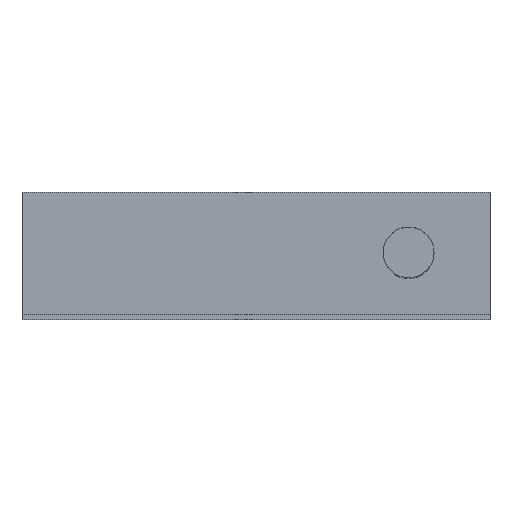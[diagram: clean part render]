
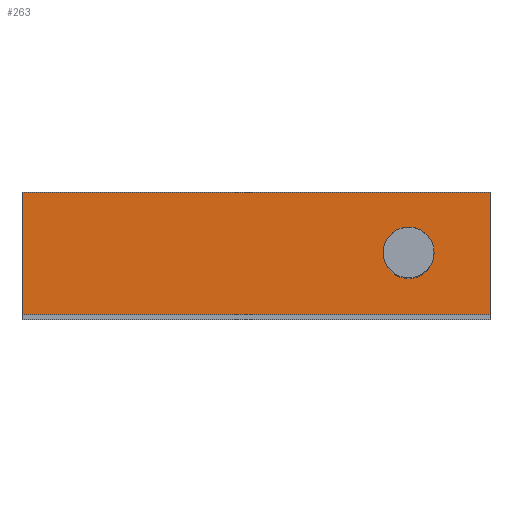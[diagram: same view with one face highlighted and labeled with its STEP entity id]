
A CAD part, top view. The second image highlights one B-rep face of the part: STEP entity #263.
In plain terms, the highlighted planar face has unit normal (0, 0, 1).
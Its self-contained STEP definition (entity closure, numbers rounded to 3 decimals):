
#5 = ORIENTED_EDGE ( 'NONE', *, *, #808, .T. ) ;
#21 = DIRECTION ( 'NONE',  ( -1., 0., 0. ) ) ;
#26 = FACE_OUTER_BOUND ( 'NONE', #210, .T. ) ;
#33 = VECTOR ( 'NONE', #997, 1000. ) ;
#71 = LINE ( 'NONE', #860, #33 ) ;
#74 = DIRECTION ( 'NONE',  ( 1., 0., 0. ) ) ;
#86 = CIRCLE ( 'NONE', #902, 6.25 ) ;
#105 = ORIENTED_EDGE ( 'NONE', *, *, #825, .F. ) ;
#150 = ORIENTED_EDGE ( 'NONE', *, *, #839, .F. ) ;
#210 = EDGE_LOOP ( 'NONE', ( #439, #105, #150, #932 ) ) ;
#225 = ORIENTED_EDGE ( 'NONE', *, *, #981, .T. ) ;
#227 = CARTESIAN_POINT ( 'NONE',  ( 57.5, 15., 22.5 ) ) ;
#235 = VERTEX_POINT ( 'NONE', #455 ) ;
#263 = ADVANCED_FACE ( 'NONE', ( #748, #26 ), #418, .F. ) ;
#344 = EDGE_LOOP ( 'NONE', ( #5, #225 ) ) ;
#392 = CARTESIAN_POINT ( 'NONE',  ( -57.5, -15., 22.5 ) ) ;
#418 = PLANE ( 'NONE',  #628 ) ;
#426 = DIRECTION ( 'NONE',  ( 1., 0., 0. ) ) ;
#439 = ORIENTED_EDGE ( 'NONE', *, *, #873, .T. ) ;
#448 = CARTESIAN_POINT ( 'NONE',  ( -57.5, 15., 22.5 ) ) ;
#450 = CIRCLE ( 'NONE', #880, 6.25 ) ;
#455 = CARTESIAN_POINT ( 'NONE',  ( 57.5, -15., 22.5 ) ) ;
#461 = DIRECTION ( 'NONE',  ( 0., -1., 0. ) ) ;
#485 = CARTESIAN_POINT ( 'NONE',  ( 37.505, 0., 22.5 ) ) ;
#519 = LINE ( 'NONE', #597, #539 ) ;
#522 = LINE ( 'NONE', #448, #768 ) ;
#539 = VECTOR ( 'NONE', #461, 1000. ) ;
#595 = VERTEX_POINT ( 'NONE', #709 ) ;
#597 = CARTESIAN_POINT ( 'NONE',  ( 57.5, 15., 22.5 ) ) ;
#608 = DIRECTION ( 'NONE',  ( 0., 0., -1. ) ) ;
#628 = AXIS2_PLACEMENT_3D ( 'NONE', #986, #977, #893 ) ;
#636 = VECTOR ( 'NONE', #74, 1000. ) ;
#690 = LINE ( 'NONE', #392, #636 ) ;
#708 = CARTESIAN_POINT ( 'NONE',  ( -57.5, 15., 22.5 ) ) ;
#709 = CARTESIAN_POINT ( 'NONE',  ( 43.755, 0., 22.5 ) ) ;
#715 = CARTESIAN_POINT ( 'NONE',  ( 31.255, 0., 22.5 ) ) ;
#721 = CARTESIAN_POINT ( 'NONE',  ( -57.5, -15., 22.5 ) ) ;
#742 = VERTEX_POINT ( 'NONE', #715 ) ;
#748 = FACE_BOUND ( 'NONE', #344, .T. ) ;
#749 = VERTEX_POINT ( 'NONE', #708 ) ;
#761 = VERTEX_POINT ( 'NONE', #721 ) ;
#768 = VECTOR ( 'NONE', #426, 1000. ) ;
#808 = EDGE_CURVE ( 'NONE', #742, #595, #450, .T. ) ;
#825 = EDGE_CURVE ( 'NONE', #972, #235, #519, .T. ) ;
#839 = EDGE_CURVE ( 'NONE', #749, #972, #522, .T. ) ;
#860 = CARTESIAN_POINT ( 'NONE',  ( -57.5, 15., 22.5 ) ) ;
#869 = CARTESIAN_POINT ( 'NONE',  ( 37.505, 0., 22.5 ) ) ;
#873 = EDGE_CURVE ( 'NONE', #761, #235, #690, .T. ) ;
#880 = AXIS2_PLACEMENT_3D ( 'NONE', #485, #608, #21 ) ;
#893 = DIRECTION ( 'NONE',  ( -1., 0., 0. ) ) ;
#902 = AXIS2_PLACEMENT_3D ( 'NONE', #869, #1042, #1041 ) ;
#932 = ORIENTED_EDGE ( 'NONE', *, *, #969, .T. ) ;
#969 = EDGE_CURVE ( 'NONE', #749, #761, #71, .T. ) ;
#972 = VERTEX_POINT ( 'NONE', #227 ) ;
#977 = DIRECTION ( 'NONE',  ( 0., 0., -1. ) ) ;
#981 = EDGE_CURVE ( 'NONE', #595, #742, #86, .T. ) ;
#986 = CARTESIAN_POINT ( 'NONE',  ( -57.5, 15., 22.5 ) ) ;
#997 = DIRECTION ( 'NONE',  ( 0., -1., 0. ) ) ;
#1041 = DIRECTION ( 'NONE',  ( -1., 0., 0. ) ) ;
#1042 = DIRECTION ( 'NONE',  ( 0., 0., -1. ) ) ;
